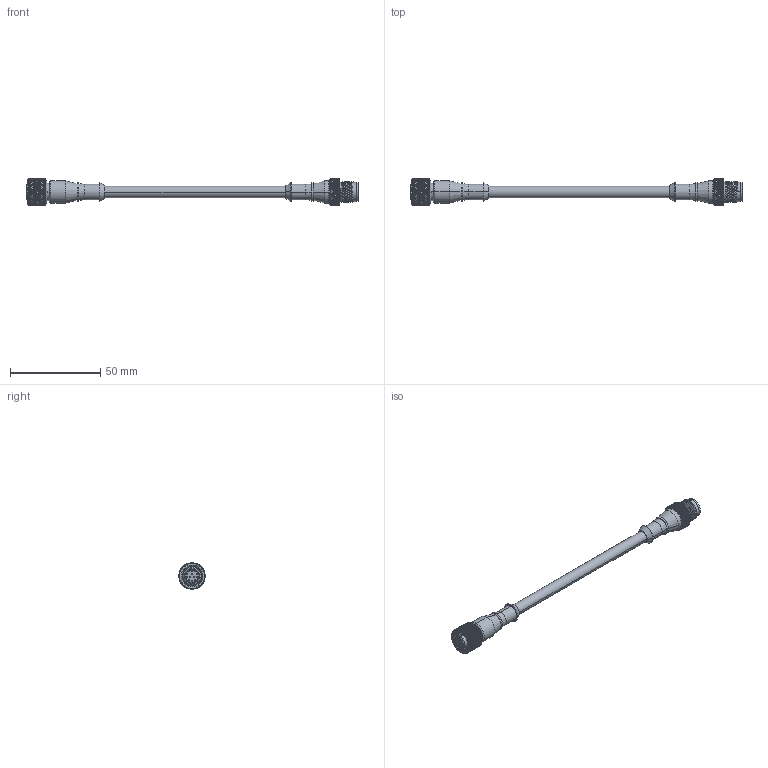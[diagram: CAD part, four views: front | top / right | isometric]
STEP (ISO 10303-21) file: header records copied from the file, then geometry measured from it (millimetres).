
FILE_DESCRIPTION((''),'2;1');
FILE_NAME('246803_SM01_ASM','2024-12-05T14:41:42',('banengservice'),('BANNER ENGINEERING'),'CREO PARAMETRIC BY PTC INC, 2022414','CREO PARAMETRIC BY PTC INC, 2022414','');
FILE_SCHEMA(('CONFIG_CONTROL_DESIGN'));
Products named in the file (2): 246803_EP01; 246803_SM01_ASM
Assembly tree (1 placements, depth 2):
  246803_SM01_ASM
    246803_EP01
Bounding box: 183.5 x 14.5 x 14.5 mm (x, y, z)
Volume: 9559.5 mm3; surface area: 8907.8 mm2
Topology: 1 solids, 1 shells, 5738 faces, 12498 edges, 6824 vertices
Faces by surface type: bspline 3855, cylinder 1308, plane 529, cone 24, torus 22
Entity records: 237301 total; most frequent: CARTESIAN_POINT 145961, ORIENTED_EDGE 24996, EDGE_CURVE 12498, B_SPLINE_CURVE_WITH_KNOTS 10113, DIRECTION 7090, VERTEX_POINT 6824, EDGE_LOOP 5824, FACE_OUTER_BOUND 5738
